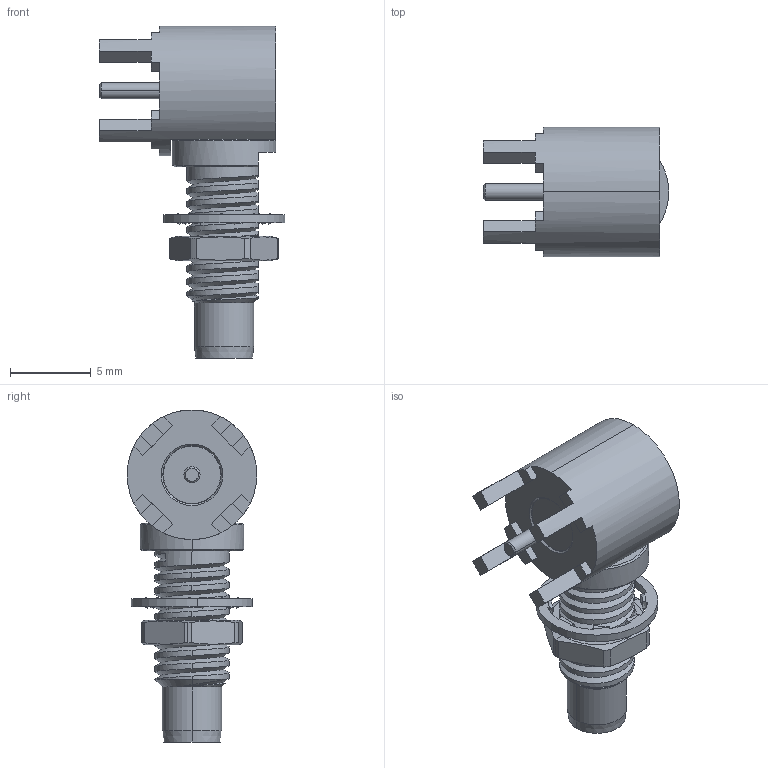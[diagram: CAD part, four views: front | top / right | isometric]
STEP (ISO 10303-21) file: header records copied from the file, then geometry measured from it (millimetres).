
FILE_DESCRIPTION (( 'STEP AP214' ), '1' );
FILE_NAME ('34-468-D3.STEP', '2024-09-06T08:53:58', ( '' ), ( '' ), 'SwSTEP 2.0', 'SolidWorks 2024', '' );
FILE_SCHEMA (( 'AUTOMOTIVE_DESIGN' ));
Length unit declared in the file: millimetre
Products named in the file (1): 34-468-D3
Bounding box: 11.44 x 8 x 20.5 mm (x, y, z)
Surface area: 860 mm2 (no closed solid volume)
Topology: 0 solids, 8 shells, 194 faces, 530 edges, 342 vertices
Faces by surface type: plane 78, cylinder 56, bspline 36, cone 24
Entity records: 8363 total; most frequent: CARTESIAN_POINT 3780, ORIENTED_EDGE 1013, DIRECTION 839, EDGE_CURVE 528, VERTEX_POINT 342, AXIS2_PLACEMENT_3D 280, LINE 279, VECTOR 279
